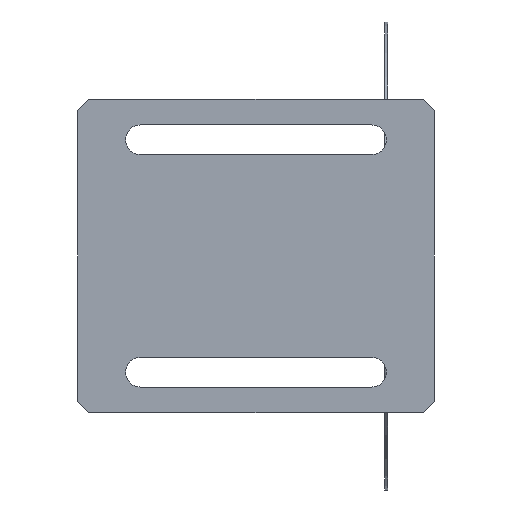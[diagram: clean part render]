
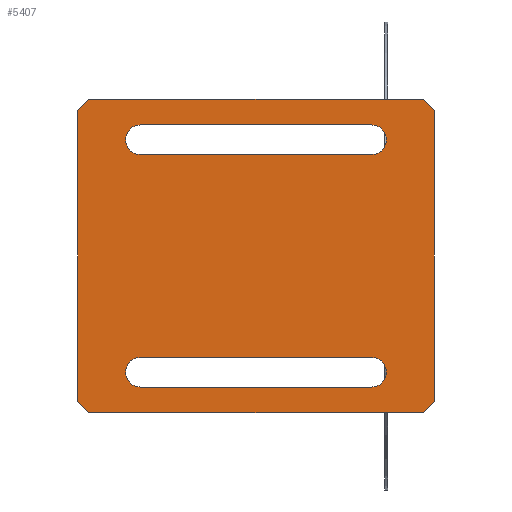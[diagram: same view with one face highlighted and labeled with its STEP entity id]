
A CAD part, front view. The second image highlights one B-rep face of the part: STEP entity #5407.
In plain terms, the highlighted planar face has unit normal (0, -1, 0).
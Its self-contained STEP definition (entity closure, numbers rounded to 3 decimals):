
#11 = EDGE_CURVE ( 'NONE', #1792, #5742, #5677, .T. ) ;
#40 = VERTEX_POINT ( 'NONE', #3522 ) ;
#76 = CIRCLE ( 'NONE', #4744, 3.25 ) ;
#126 = CARTESIAN_POINT ( 'NONE',  ( -25.35, 0., 28.725 ) ) ;
#143 = ORIENTED_EDGE ( 'NONE', *, *, #664, .T. ) ;
#160 = DIRECTION ( 'NONE',  ( -0.707, 0., -0.707 ) ) ;
#178 = DIRECTION ( 'NONE',  ( -1., 0., 0. ) ) ;
#196 = CARTESIAN_POINT ( 'NONE',  ( -39.125, 0., 34.325 ) ) ;
#303 = DIRECTION ( 'NONE',  ( 0., 1., 0. ) ) ;
#352 = VERTEX_POINT ( 'NONE', #648 ) ;
#385 = DIRECTION ( 'NONE',  ( 0., 0., -1. ) ) ;
#414 = ORIENTED_EDGE ( 'NONE', *, *, #1685, .T. ) ;
#468 = CARTESIAN_POINT ( 'NONE',  ( 0., 0., 0. ) ) ;
#511 = CARTESIAN_POINT ( 'NONE',  ( -25.35, 0., -22.225 ) ) ;
#545 = EDGE_CURVE ( 'NONE', #4838, #1720, #5810, .T. ) ;
#648 = CARTESIAN_POINT ( 'NONE',  ( -25.35, 0., -28.725 ) ) ;
#662 = DIRECTION ( 'NONE',  ( 0., 0., 1. ) ) ;
#664 = EDGE_CURVE ( 'NONE', #40, #352, #4871, .T. ) ;
#668 = CARTESIAN_POINT ( 'NONE',  ( -35.475, 0., 35.475 ) ) ;
#732 = DIRECTION ( 'NONE',  ( 0., 0., 1. ) ) ;
#743 = DIRECTION ( 'NONE',  ( 0., 1., 0. ) ) ;
#767 = CARTESIAN_POINT ( 'NONE',  ( -39.125, 0., -31.825 ) ) ;
#862 = DIRECTION ( 'NONE',  ( 0., 0., -1. ) ) ;
#875 = DIRECTION ( 'NONE',  ( -1., 0., 0. ) ) ;
#886 = FACE_BOUND ( 'NONE', #1849, .T. ) ;
#917 = EDGE_LOOP ( 'NONE', ( #5648, #3539, #3907, #1116, #4426, #5502, #4322, #3184 ) ) ;
#968 = VERTEX_POINT ( 'NONE', #2071 ) ;
#1079 = CARTESIAN_POINT ( 'NONE',  ( 36.625, 0., 34.325 ) ) ;
#1116 = ORIENTED_EDGE ( 'NONE', *, *, #1400, .T. ) ;
#1199 = CARTESIAN_POINT ( 'NONE',  ( 25.35, 0., 22.225 ) ) ;
#1274 = CARTESIAN_POINT ( 'NONE',  ( 25.35, 0., -22.225 ) ) ;
#1299 = CARTESIAN_POINT ( 'NONE',  ( 39.125, 0., 34.325 ) ) ;
#1328 = FACE_BOUND ( 'NONE', #3733, .T. ) ;
#1372 = EDGE_CURVE ( 'NONE', #1792, #5068, #1941, .T. ) ;
#1396 = ORIENTED_EDGE ( 'NONE', *, *, #2939, .T. ) ;
#1397 = LINE ( 'NONE', #5443, #3307 ) ;
#1400 = EDGE_CURVE ( 'NONE', #5718, #5649, #3351, .T. ) ;
#1405 = VECTOR ( 'NONE', #2178, 1000. ) ;
#1490 = DIRECTION ( 'NONE',  ( 0.707, 0., -0.707 ) ) ;
#1517 = LINE ( 'NONE', #126, #2022 ) ;
#1685 = EDGE_CURVE ( 'NONE', #5725, #4838, #1397, .T. ) ;
#1690 = AXIS2_PLACEMENT_3D ( 'NONE', #4207, #3320, #662 ) ;
#1720 = VERTEX_POINT ( 'NONE', #3347 ) ;
#1767 = DIRECTION ( 'NONE',  ( 0., 0., -1. ) ) ;
#1771 = EDGE_CURVE ( 'NONE', #3565, #40, #4267, .T. ) ;
#1792 = VERTEX_POINT ( 'NONE', #1904 ) ;
#1811 = EDGE_CURVE ( 'NONE', #968, #5742, #4299, .T. ) ;
#1849 = EDGE_LOOP ( 'NONE', ( #414, #2893, #1396, #4263 ) ) ;
#1851 = EDGE_CURVE ( 'NONE', #352, #3156, #76, .T. ) ;
#1904 = CARTESIAN_POINT ( 'NONE',  ( -36.625, 0., 34.325 ) ) ;
#1927 = CARTESIAN_POINT ( 'NONE',  ( -39.125, 0., -34.325 ) ) ;
#1935 = DIRECTION ( 'NONE',  ( 1., 0., 0. ) ) ;
#1941 = LINE ( 'NONE', #668, #5555 ) ;
#1961 = AXIS2_PLACEMENT_3D ( 'NONE', #1989, #2439, #2863 ) ;
#1989 = CARTESIAN_POINT ( 'NONE',  ( 25.35, 0., 25.475 ) ) ;
#2022 = VECTOR ( 'NONE', #1935, 1000. ) ;
#2071 = CARTESIAN_POINT ( 'NONE',  ( 39.125, 0., 31.825 ) ) ;
#2178 = DIRECTION ( 'NONE',  ( -1., 0., 0. ) ) ;
#2181 = EDGE_CURVE ( 'NONE', #5479, #5725, #5890, .T. ) ;
#2188 = EDGE_CURVE ( 'NONE', #5789, #5649, #2382, .T. ) ;
#2284 = DIRECTION ( 'NONE',  ( 0., -1., 0. ) ) ;
#2377 = CARTESIAN_POINT ( 'NONE',  ( -25.35, 0., -22.225 ) ) ;
#2382 = LINE ( 'NONE', #1927, #2733 ) ;
#2413 = DIRECTION ( 'NONE',  ( -0.707, 0., 0.707 ) ) ;
#2439 = DIRECTION ( 'NONE',  ( 0., 1., 0. ) ) ;
#2483 = CARTESIAN_POINT ( 'NONE',  ( -25.35, 0., -28.725 ) ) ;
#2539 = VECTOR ( 'NONE', #1490, 1000. ) ;
#2569 = LINE ( 'NONE', #5774, #3086 ) ;
#2579 = LINE ( 'NONE', #196, #5390 ) ;
#2733 = VECTOR ( 'NONE', #178, 1000. ) ;
#2759 = VECTOR ( 'NONE', #4700, 1000. ) ;
#2832 = LINE ( 'NONE', #2377, #2759 ) ;
#2863 = DIRECTION ( 'NONE',  ( 0., 0., -1. ) ) ;
#2893 = ORIENTED_EDGE ( 'NONE', *, *, #545, .T. ) ;
#2939 = EDGE_CURVE ( 'NONE', #1720, #5479, #1517, .T. ) ;
#2981 = EDGE_CURVE ( 'NONE', #5789, #5097, #2569, .T. ) ;
#2987 = DIRECTION ( 'NONE',  ( 0., 0., 1. ) ) ;
#3081 = CARTESIAN_POINT ( 'NONE',  ( -25.35, 0., -25.475 ) ) ;
#3086 = VECTOR ( 'NONE', #4934, 1000. ) ;
#3131 = FACE_OUTER_BOUND ( 'NONE', #917, .T. ) ;
#3156 = VERTEX_POINT ( 'NONE', #511 ) ;
#3184 = ORIENTED_EDGE ( 'NONE', *, *, #1811, .T. ) ;
#3228 = AXIS2_PLACEMENT_3D ( 'NONE', #3931, #743, #1767 ) ;
#3307 = VECTOR ( 'NONE', #875, 1000. ) ;
#3320 = DIRECTION ( 'NONE',  ( 0., 1., 0. ) ) ;
#3347 = CARTESIAN_POINT ( 'NONE',  ( -25.35, 0., 28.725 ) ) ;
#3351 = LINE ( 'NONE', #3828, #2539 ) ;
#3416 = ORIENTED_EDGE ( 'NONE', *, *, #1771, .T. ) ;
#3522 = CARTESIAN_POINT ( 'NONE',  ( 25.35, 0., -28.725 ) ) ;
#3539 = ORIENTED_EDGE ( 'NONE', *, *, #1372, .T. ) ;
#3547 = CARTESIAN_POINT ( 'NONE',  ( 25.35, 0., 28.725 ) ) ;
#3565 = VERTEX_POINT ( 'NONE', #1274 ) ;
#3704 = ORIENTED_EDGE ( 'NONE', *, *, #3826, .T. ) ;
#3733 = EDGE_LOOP ( 'NONE', ( #143, #4671, #3704, #3416 ) ) ;
#3826 = EDGE_CURVE ( 'NONE', #3156, #3565, #2832, .T. ) ;
#3828 = CARTESIAN_POINT ( 'NONE',  ( -35.475, 0., -35.475 ) ) ;
#3853 = CARTESIAN_POINT ( 'NONE',  ( 35.475, 0., 35.475 ) ) ;
#3905 = AXIS2_PLACEMENT_3D ( 'NONE', #468, #2284, #385 ) ;
#3907 = ORIENTED_EDGE ( 'NONE', *, *, #4419, .F. ) ;
#3931 = CARTESIAN_POINT ( 'NONE',  ( -25.35, 0., 25.475 ) ) ;
#4207 = CARTESIAN_POINT ( 'NONE',  ( 25.35, 0., -25.475 ) ) ;
#4263 = ORIENTED_EDGE ( 'NONE', *, *, #2181, .T. ) ;
#4267 = CIRCLE ( 'NONE', #1690, 3.25 ) ;
#4299 = LINE ( 'NONE', #3853, #5605 ) ;
#4322 = ORIENTED_EDGE ( 'NONE', *, *, #5397, .F. ) ;
#4358 = DIRECTION ( 'NONE',  ( 1., 0., 0. ) ) ;
#4419 = EDGE_CURVE ( 'NONE', #5718, #5068, #2579, .T. ) ;
#4426 = ORIENTED_EDGE ( 'NONE', *, *, #2188, .F. ) ;
#4501 = PLANE ( 'NONE',  #3905 ) ;
#4644 = CARTESIAN_POINT ( 'NONE',  ( 39.125, 0., -31.825 ) ) ;
#4659 = VECTOR ( 'NONE', #862, 1000. ) ;
#4671 = ORIENTED_EDGE ( 'NONE', *, *, #1851, .T. ) ;
#4700 = DIRECTION ( 'NONE',  ( 1., 0., 0. ) ) ;
#4733 = CARTESIAN_POINT ( 'NONE',  ( -39.125, 0., 31.825 ) ) ;
#4744 = AXIS2_PLACEMENT_3D ( 'NONE', #3081, #303, #2987 ) ;
#4807 = CARTESIAN_POINT ( 'NONE',  ( -39.125, 0., 34.325 ) ) ;
#4838 = VERTEX_POINT ( 'NONE', #5767 ) ;
#4871 = LINE ( 'NONE', #2483, #1405 ) ;
#4913 = VECTOR ( 'NONE', #4358, 1000. ) ;
#4934 = DIRECTION ( 'NONE',  ( 0.707, 0., 0.707 ) ) ;
#5068 = VERTEX_POINT ( 'NONE', #4733 ) ;
#5097 = VERTEX_POINT ( 'NONE', #4644 ) ;
#5271 = CARTESIAN_POINT ( 'NONE',  ( 36.625, 0., -34.325 ) ) ;
#5390 = VECTOR ( 'NONE', #732, 1000. ) ;
#5397 = EDGE_CURVE ( 'NONE', #968, #5097, #5452, .T. ) ;
#5407 = ADVANCED_FACE ( 'NONE', ( #3131, #1328, #886 ), #4501, .T. ) ;
#5443 = CARTESIAN_POINT ( 'NONE',  ( -25.35, 0., 22.225 ) ) ;
#5452 = LINE ( 'NONE', #1299, #4659 ) ;
#5479 = VERTEX_POINT ( 'NONE', #3547 ) ;
#5502 = ORIENTED_EDGE ( 'NONE', *, *, #2981, .T. ) ;
#5555 = VECTOR ( 'NONE', #160, 1000. ) ;
#5605 = VECTOR ( 'NONE', #2413, 1000. ) ;
#5648 = ORIENTED_EDGE ( 'NONE', *, *, #11, .F. ) ;
#5649 = VERTEX_POINT ( 'NONE', #5720 ) ;
#5677 = LINE ( 'NONE', #4807, #4913 ) ;
#5718 = VERTEX_POINT ( 'NONE', #767 ) ;
#5720 = CARTESIAN_POINT ( 'NONE',  ( -36.625, 0., -34.325 ) ) ;
#5725 = VERTEX_POINT ( 'NONE', #1199 ) ;
#5742 = VERTEX_POINT ( 'NONE', #1079 ) ;
#5767 = CARTESIAN_POINT ( 'NONE',  ( -25.35, 0., 22.225 ) ) ;
#5774 = CARTESIAN_POINT ( 'NONE',  ( 35.475, 0., -35.475 ) ) ;
#5789 = VERTEX_POINT ( 'NONE', #5271 ) ;
#5810 = CIRCLE ( 'NONE', #3228, 3.25 ) ;
#5890 = CIRCLE ( 'NONE', #1961, 3.25 ) ;
